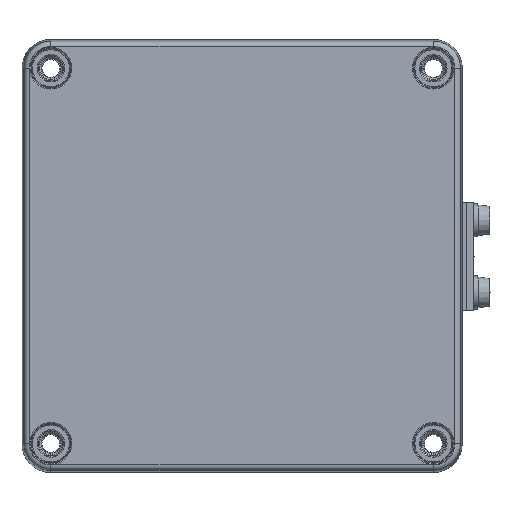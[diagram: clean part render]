
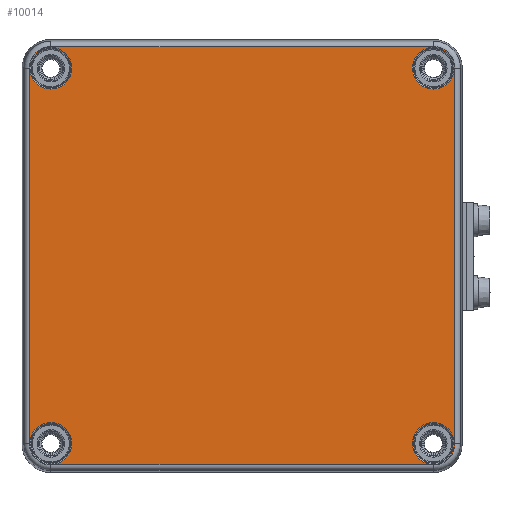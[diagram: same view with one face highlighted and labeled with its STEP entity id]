
A CAD part, top view. The second image highlights one B-rep face of the part: STEP entity #10014.
In plain terms, the highlighted planar face has unit normal (0, 0, 1).
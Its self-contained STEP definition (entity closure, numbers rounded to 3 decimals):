
#9593=CARTESIAN_POINT('',(-53.,-57.976,31.5));
#9594=VERTEX_POINT('',#9593);
#9602=CARTESIAN_POINT('',(-58.976,-52.,31.5));
#9603=VERTEX_POINT('',#9602);
#9604=CARTESIAN_POINT('',(-53.,-52.,31.5));
#9605=DIRECTION('',(0.0,0.0,-1.0));
#9606=DIRECTION('',(-0.707,-0.707,0.0));
#9607=AXIS2_PLACEMENT_3D('',#9604,#9605,#9606);
#9608=CIRCLE('',#9607,5.976);
#9609=EDGE_CURVE('',#9594,#9603,#9608,.T.);
#9635=CARTESIAN_POINT('',(-58.976,52.,31.5));
#9636=VERTEX_POINT('',#9635);
#9653=CARTESIAN_POINT('',(-58.976,-52.,31.5));
#9654=DIRECTION('',(0.0,1.0,0.0));
#9655=VECTOR('',#9654,104.);
#9656=LINE('',#9653,#9655);
#9657=EDGE_CURVE('',#9603,#9636,#9656,.T.);
#9667=CARTESIAN_POINT('',(-53.,57.976,31.5));
#9668=VERTEX_POINT('',#9667);
#9686=CARTESIAN_POINT('',(-53.,52.,31.5));
#9687=DIRECTION('',(0.0,0.0,-1.0));
#9688=DIRECTION('',(-0.707,0.707,0.0));
#9689=AXIS2_PLACEMENT_3D('',#9686,#9687,#9688);
#9690=CIRCLE('',#9689,5.976);
#9691=EDGE_CURVE('',#9636,#9668,#9690,.T.);
#9701=CARTESIAN_POINT('',(53.,57.976,31.5));
#9702=VERTEX_POINT('',#9701);
#9719=CARTESIAN_POINT('',(-53.,57.976,31.5));
#9720=DIRECTION('',(1.0,0.0,0.0));
#9721=VECTOR('',#9720,106.);
#9722=LINE('',#9719,#9721);
#9723=EDGE_CURVE('',#9668,#9702,#9722,.T.);
#9733=CARTESIAN_POINT('',(58.976,52.,31.5));
#9734=VERTEX_POINT('',#9733);
#9752=CARTESIAN_POINT('',(53.,52.,31.5));
#9753=DIRECTION('',(0.0,0.0,-1.0));
#9754=DIRECTION('',(0.707,0.707,0.0));
#9755=AXIS2_PLACEMENT_3D('',#9752,#9753,#9754);
#9756=CIRCLE('',#9755,5.976);
#9757=EDGE_CURVE('',#9702,#9734,#9756,.T.);
#9767=CARTESIAN_POINT('',(58.976,-52.,31.5));
#9768=VERTEX_POINT('',#9767);
#9785=CARTESIAN_POINT('',(58.976,52.,31.5));
#9786=DIRECTION('',(0.0,-1.0,0.0));
#9787=VECTOR('',#9786,104.);
#9788=LINE('',#9785,#9787);
#9789=EDGE_CURVE('',#9734,#9768,#9788,.T.);
#9799=CARTESIAN_POINT('',(53.,-57.976,31.5));
#9800=VERTEX_POINT('',#9799);
#9818=CARTESIAN_POINT('',(53.,-52.,31.5));
#9819=DIRECTION('',(0.0,0.0,-1.0));
#9820=DIRECTION('',(0.707,-0.707,0.0));
#9821=AXIS2_PLACEMENT_3D('',#9818,#9819,#9820);
#9822=CIRCLE('',#9821,5.976);
#9823=EDGE_CURVE('',#9768,#9800,#9822,.T.);
#9841=CARTESIAN_POINT('',(53.,-57.976,31.5));
#9842=DIRECTION('',(-1.0,0.0,0.0));
#9843=VECTOR('',#9842,106.);
#9844=LINE('',#9841,#9843);
#9845=EDGE_CURVE('',#9800,#9594,#9844,.T.);
#9955=CARTESIAN_POINT('',(0.,0.,31.5));
#9956=DIRECTION('',(0.0,0.0,1.0));
#9957=DIRECTION('',(1.0,0.0,0.0));
#9958=AXIS2_PLACEMENT_3D('',#9955,#9956,#9957);
#9959=PLANE('',#9958);
#9960=ORIENTED_EDGE('',*,*,#9609,.F.);
#9961=ORIENTED_EDGE('',*,*,#9845,.F.);
#9962=ORIENTED_EDGE('',*,*,#9823,.F.);
#9963=ORIENTED_EDGE('',*,*,#9789,.F.);
#9964=ORIENTED_EDGE('',*,*,#9757,.F.);
#9965=ORIENTED_EDGE('',*,*,#9723,.F.);
#9966=ORIENTED_EDGE('',*,*,#9691,.F.);
#9967=ORIENTED_EDGE('',*,*,#9657,.F.);
#9968=EDGE_LOOP('',(#9960,#9961,#9962,#9963,#9964,#9965,#9966,#9967));
#9969=FACE_OUTER_BOUND('',#9968,.T.);
#9970=CARTESIAN_POINT('',(-47.205,-52.,31.5));
#9971=VERTEX_POINT('',#9970);
#9972=CARTESIAN_POINT('',(-53.0,-52.,31.5));
#9973=DIRECTION('',(0.0,0.0,1.0));
#9974=DIRECTION('',(-1.0,0.0,0.0));
#9975=AXIS2_PLACEMENT_3D('',#9972,#9973,#9974);
#9976=CIRCLE('',#9975,5.795);
#9977=EDGE_CURVE('',#9971,#9971,#9976,.T.);
#9978=ORIENTED_EDGE('',*,*,#9977,.F.);
#9979=EDGE_LOOP('',(#9978));
#9980=FACE_BOUND('',#9979,.T.);
#9981=CARTESIAN_POINT('',(58.795,52.,31.5));
#9982=VERTEX_POINT('',#9981);
#9983=CARTESIAN_POINT('',(53.,52.,31.5));
#9984=DIRECTION('',(0.0,0.0,1.0));
#9985=DIRECTION('',(-1.0,0.0,0.0));
#9986=AXIS2_PLACEMENT_3D('',#9983,#9984,#9985);
#9987=CIRCLE('',#9986,5.795);
#9988=EDGE_CURVE('',#9982,#9982,#9987,.T.);
#9989=ORIENTED_EDGE('',*,*,#9988,.F.);
#9990=EDGE_LOOP('',(#9989));
#9991=FACE_BOUND('',#9990,.T.);
#9992=CARTESIAN_POINT('',(-47.205,52.,31.5));
#9993=VERTEX_POINT('',#9992);
#9994=CARTESIAN_POINT('',(-53.,52.,31.5));
#9995=DIRECTION('',(0.0,0.0,1.0));
#9996=DIRECTION('',(-1.0,0.0,0.0));
#9997=AXIS2_PLACEMENT_3D('',#9994,#9995,#9996);
#9998=CIRCLE('',#9997,5.795);
#9999=EDGE_CURVE('',#9993,#9993,#9998,.T.);
#10000=ORIENTED_EDGE('',*,*,#9999,.F.);
#10001=EDGE_LOOP('',(#10000));
#10002=FACE_BOUND('',#10001,.T.);
#10003=CARTESIAN_POINT('',(58.795,-52.,31.5));
#10004=VERTEX_POINT('',#10003);
#10005=CARTESIAN_POINT('',(53.,-52.,31.5));
#10006=DIRECTION('',(0.0,0.0,1.0));
#10007=DIRECTION('',(-1.0,0.0,0.0));
#10008=AXIS2_PLACEMENT_3D('',#10005,#10006,#10007);
#10009=CIRCLE('',#10008,5.795);
#10010=EDGE_CURVE('',#10004,#10004,#10009,.T.);
#10011=ORIENTED_EDGE('',*,*,#10010,.F.);
#10012=EDGE_LOOP('',(#10011));
#10013=FACE_BOUND('',#10012,.T.);
#10014=ADVANCED_FACE('',(#9969,#9980,#9991,#10002,#10013),#9959,.T.);
